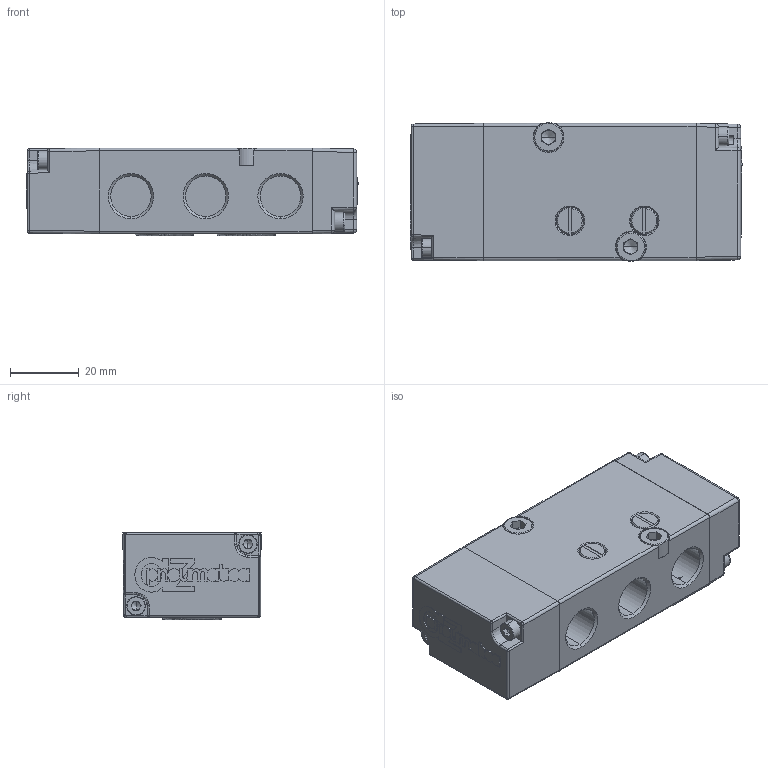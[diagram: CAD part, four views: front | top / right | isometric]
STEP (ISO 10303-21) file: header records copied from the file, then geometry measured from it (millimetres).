
FILE_DESCRIPTION (( 'STEP AP214' ), '1' );
FILE_NAME ('01_008_4.STEP', '2015-12-21T10:14:12', ( '' ), ( '' ), 'SwSTEP 2.0', 'SolidWorks 2016', '' );
FILE_SCHEMA (( 'AUTOMOTIVE_DESIGN' ));
Length unit declared in the file: millimetre
Products named in the file (1): 01_008_4
Bounding box: 96.8 x 40.5 x 25.58 mm (x, y, z)
Volume: 87904.4 mm3; surface area: 27876.2 mm2
Topology: 14 solids, 14 shells, 2370 faces, 6013 edges, 3684 vertices
Faces by surface type: plane 895, cone 815, cylinder 505, bspline 129, sphere 14, torus 12
Entity records: 89999 total; most frequent: CARTESIAN_POINT 20099, DIRECTION 12129, ORIENTED_EDGE 11982, EDGE_CURVE 5991, AXIS2_PLACEMENT_3D 4222, VECTOR 3685, LINE 3685, VERTEX_POINT 3680
